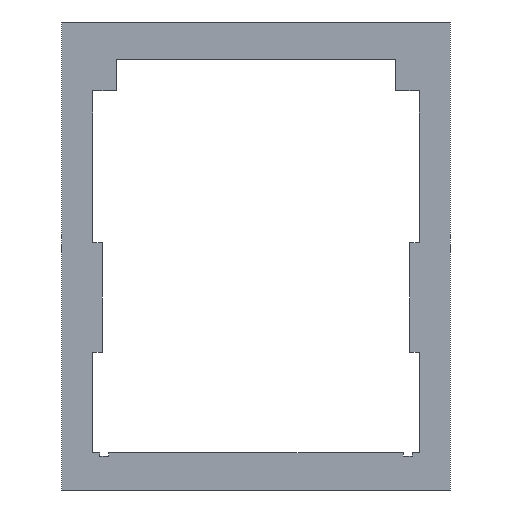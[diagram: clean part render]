
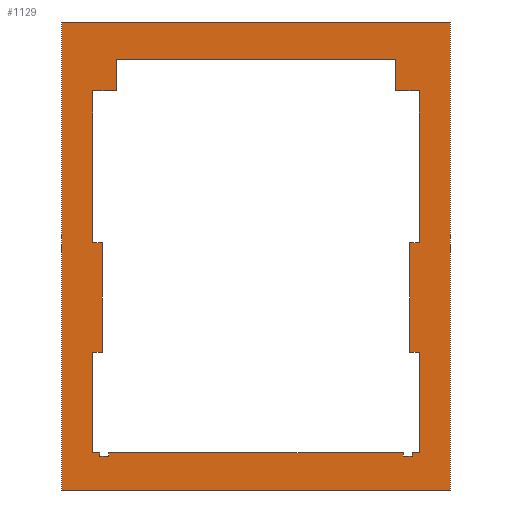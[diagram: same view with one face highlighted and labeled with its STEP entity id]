
A CAD part, left-side view. The second image highlights one B-rep face of the part: STEP entity #1129.
In plain terms, the highlighted planar face has unit normal (-1, 0, 0).
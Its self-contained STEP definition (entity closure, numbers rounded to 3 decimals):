
#227=DIRECTION('',(0.,1.,0.));
#228=VECTOR('',#227,13.5);
#229=CARTESIAN_POINT('',(-110.073,183.107,51.909));
#230=LINE('',#229,#228);
#255=DIRECTION('',(0.,0.,1.));
#256=VECTOR('',#255,17.75);
#257=CARTESIAN_POINT('',(-110.073,183.107,51.909));
#258=LINE('',#257,#256);
#262=DIRECTION('',(0.,0.997,0.083));
#263=VECTOR('',#262,3.01);
#264=CARTESIAN_POINT('',(-110.073,79.107,-153.091));
#265=LINE('',#264,#263);
#269=DIRECTION('',(0.,-1.,0.));
#270=VECTOR('',#269,220.);
#271=CARTESIAN_POINT('',(-110.073,214.107,-174.091));
#272=LINE('',#271,#270);
#276=DIRECTION('',(0.,0.,-1.));
#277=VECTOR('',#276,265.);
#278=CARTESIAN_POINT('',(-110.073,214.107,90.909));
#279=LINE('',#278,#277);
#283=DIRECTION('',(0.,1.,0.));
#284=VECTOR('',#283,220.);
#285=CARTESIAN_POINT('',(-110.073,-5.893,90.909));
#286=LINE('',#285,#284);
#290=DIRECTION('',(0.,0.,1.));
#291=VECTOR('',#290,265.);
#292=CARTESIAN_POINT('',(-110.073,-5.893,
-174.091));
#293=LINE('',#292,#291);
#311=DIRECTION('',(0.,1.,0.));
#312=VECTOR('',#311,158.);
#313=CARTESIAN_POINT('',(-110.073,25.107,69.659));
#314=LINE('',#313,#312);
#332=DIRECTION('',(0.,0.,1.));
#333=VECTOR('',#332,17.75);
#334=CARTESIAN_POINT('',(-110.073,25.107,51.909));
#335=LINE('',#334,#333);
#353=DIRECTION('',(0.,1.,0.));
#354=VECTOR('',#353,13.5);
#355=CARTESIAN_POINT('',(-110.073,11.607,51.909));
#356=LINE('',#355,#354);
#374=DIRECTION('',(0.,0.,1.));
#375=VECTOR('',#374,86.);
#376=CARTESIAN_POINT('',(-110.073,11.607,-34.091));
#377=LINE('',#376,#375);
#395=DIRECTION('',(0.,-1.,0.));
#396=VECTOR('',#395,5.5);
#397=CARTESIAN_POINT('',(-110.073,17.107,-34.091));
#398=LINE('',#397,#396);
#416=DIRECTION('',(0.,0.,1.));
#417=VECTOR('',#416,62.);
#418=CARTESIAN_POINT('',(-110.073,17.107,-96.091));
#419=LINE('',#418,#417);
#437=DIRECTION('',(0.,1.,0.));
#438=VECTOR('',#437,5.5);
#439=CARTESIAN_POINT('',(-110.073,11.607,-96.091));
#440=LINE('',#439,#438);
#458=DIRECTION('',(0.,0.,1.));
#459=VECTOR('',#458,56.75);
#460=CARTESIAN_POINT('',(-110.073,11.607,-152.841));
#461=LINE('',#460,#459);
#479=DIRECTION('',(0.,-1.,0.));
#480=VECTOR('',#479,4.);
#481=CARTESIAN_POINT('',(-110.073,15.607,-152.841));
#482=LINE('',#481,#480);
#500=DIRECTION('',(0.,0.,1.));
#501=VECTOR('',#500,2.);
#502=CARTESIAN_POINT('',(-110.073,15.607,-154.841));
#503=LINE('',#502,#501);
#521=DIRECTION('',(0.,-1.,0.));
#522=VECTOR('',#521,5.);
#523=CARTESIAN_POINT('',(-110.073,20.607,-154.841));
#524=LINE('',#523,#522);
#542=DIRECTION('',(0.,0.,-1.));
#543=VECTOR('',#542,1.75);
#544=CARTESIAN_POINT('',(-110.073,20.607,-153.091));
#545=LINE('',#544,#543);
#563=DIRECTION('',(0.,-1.,0.));
#564=VECTOR('',#563,58.5);
#565=CARTESIAN_POINT('',(-110.073,79.107,-153.091));
#566=LINE('',#565,#564);
#591=DIRECTION('',(0.,-1.,0.));
#592=VECTOR('',#591,105.5);
#593=CARTESIAN_POINT('',(-110.073,187.607,-152.841));
#594=LINE('',#593,#592);
#612=DIRECTION('',(0.,0.,1.));
#613=VECTOR('',#612,2.25);
#614=CARTESIAN_POINT('',(-110.073,187.607,-155.091));
#615=LINE('',#614,#613);
#633=DIRECTION('',(0.,-1.,0.));
#634=VECTOR('',#633,5.);
#635=CARTESIAN_POINT('',(-110.073,192.607,-155.091));
#636=LINE('',#635,#634);
#654=DIRECTION('',(0.,0.,-1.));
#655=VECTOR('',#654,2.);
#656=CARTESIAN_POINT('',(-110.073,192.607,-153.091));
#657=LINE('',#656,#655);
#675=DIRECTION('',(0.,-1.,0.));
#676=VECTOR('',#675,4.);
#677=CARTESIAN_POINT('',(-110.073,196.607,-153.091));
#678=LINE('',#677,#676);
#696=DIRECTION('',(0.,0.,-1.));
#697=VECTOR('',#696,57.);
#698=CARTESIAN_POINT('',(-110.073,196.607,-96.091));
#699=LINE('',#698,#697);
#717=DIRECTION('',(0.,1.,0.));
#718=VECTOR('',#717,5.5);
#719=CARTESIAN_POINT('',(-110.073,191.107,-96.091));
#720=LINE('',#719,#718);
#738=DIRECTION('',(0.,0.,-1.));
#739=VECTOR('',#738,62.);
#740=CARTESIAN_POINT('',(-110.073,191.107,-34.091));
#741=LINE('',#740,#739);
#759=DIRECTION('',(0.,-1.,0.));
#760=VECTOR('',#759,5.5);
#761=CARTESIAN_POINT('',(-110.073,196.607,-34.091));
#762=LINE('',#761,#760);
#780=DIRECTION('',(0.,0.,-1.));
#781=VECTOR('',#780,86.);
#782=CARTESIAN_POINT('',(-110.073,196.607,51.909));
#783=LINE('',#782,#781);
#843=CARTESIAN_POINT('',(-110.073,196.607,51.909));
#845=VERTEX_POINT('',#843);
#847=CARTESIAN_POINT('',(-110.073,196.607,-34.091));
#849=VERTEX_POINT('',#847);
#859=CARTESIAN_POINT('',(-110.073,214.107,-174.091));
#861=VERTEX_POINT('',#859);
#863=CARTESIAN_POINT('',(-110.073,183.107,69.659));
#864=VERTEX_POINT('',#863);
#865=CARTESIAN_POINT('',(-110.073,25.107,69.659));
#866=VERTEX_POINT('',#865);
#867=CARTESIAN_POINT('',(-110.073,183.107,51.909));
#868=VERTEX_POINT('',#867);
#915=CARTESIAN_POINT('',(-110.073,214.107,90.909));
#916=VERTEX_POINT('',#915);
#917=CARTESIAN_POINT('',(-110.073,-5.893,
-174.091));
#918=VERTEX_POINT('',#917);
#919=CARTESIAN_POINT('',(-110.073,-5.893,90.909));
#920=VERTEX_POINT('',#919);
#921=CARTESIAN_POINT('',(-110.073,25.107,51.909));
#922=VERTEX_POINT('',#921);
#923=CARTESIAN_POINT('',(-110.073,11.607,51.909));
#924=VERTEX_POINT('',#923);
#925=CARTESIAN_POINT('',(-110.073,11.607,-34.091));
#926=VERTEX_POINT('',#925);
#927=CARTESIAN_POINT('',(-110.073,17.107,-34.091));
#928=VERTEX_POINT('',#927);
#929=CARTESIAN_POINT('',(-110.073,17.107,-96.091));
#930=VERTEX_POINT('',#929);
#931=CARTESIAN_POINT('',(-110.073,11.607,-96.091));
#932=VERTEX_POINT('',#931);
#933=CARTESIAN_POINT('',(-110.073,11.607,-152.841));
#934=VERTEX_POINT('',#933);
#935=CARTESIAN_POINT('',(-110.073,15.607,-152.841));
#936=VERTEX_POINT('',#935);
#937=CARTESIAN_POINT('',(-110.073,15.607,-154.841));
#938=VERTEX_POINT('',#937);
#939=CARTESIAN_POINT('',(-110.073,20.607,-154.841));
#940=VERTEX_POINT('',#939);
#941=CARTESIAN_POINT('',(-110.073,20.607,-153.091));
#942=VERTEX_POINT('',#941);
#943=CARTESIAN_POINT('',(-110.073,79.107,-153.091));
#944=VERTEX_POINT('',#943);
#945=CARTESIAN_POINT('',(-110.073,82.107,-152.841));
#946=VERTEX_POINT('',#945);
#947=CARTESIAN_POINT('',(-110.073,187.607,-152.841));
#948=VERTEX_POINT('',#947);
#949=CARTESIAN_POINT('',(-110.073,187.607,-155.091));
#950=VERTEX_POINT('',#949);
#951=CARTESIAN_POINT('',(-110.073,192.607,-155.091));
#952=VERTEX_POINT('',#951);
#953=CARTESIAN_POINT('',(-110.073,192.607,-153.091));
#954=VERTEX_POINT('',#953);
#955=CARTESIAN_POINT('',(-110.073,196.607,-153.091));
#956=VERTEX_POINT('',#955);
#957=CARTESIAN_POINT('',(-110.073,196.607,-96.091));
#958=VERTEX_POINT('',#957);
#959=CARTESIAN_POINT('',(-110.073,191.107,-96.091));
#960=VERTEX_POINT('',#959);
#961=CARTESIAN_POINT('',(-110.073,191.107,-34.091));
#962=VERTEX_POINT('',#961);
#1062=CARTESIAN_POINT('',(-110.073,219.607,97.534));
#1063=DIRECTION('',(-1.,0.,0.));
#1064=DIRECTION('',(0.,0.,-1.));
#1065=AXIS2_PLACEMENT_3D('',#1062,#1063,#1064);
#1066=PLANE('',#1065);
#1068=ORIENTED_EDGE('',*,*,#1067,.F.);
#1070=ORIENTED_EDGE('',*,*,#1069,.F.);
#1072=ORIENTED_EDGE('',*,*,#1071,.F.);
#1074=ORIENTED_EDGE('',*,*,#1073,.F.);
#1075=EDGE_LOOP('',(#1068,#1070,#1072,#1074));
#1076=FACE_OUTER_BOUND('',#1075,.F.);
#1078=ORIENTED_EDGE('',*,*,#1077,.T.);
#1079=ORIENTED_EDGE('',*,*,#1055,.F.);
#1080=ORIENTED_EDGE('',*,*,#972,.T.);
#1082=ORIENTED_EDGE('',*,*,#1081,.T.);
#1084=ORIENTED_EDGE('',*,*,#1083,.T.);
#1086=ORIENTED_EDGE('',*,*,#1085,.T.);
#1088=ORIENTED_EDGE('',*,*,#1087,.T.);
#1090=ORIENTED_EDGE('',*,*,#1089,.T.);
#1092=ORIENTED_EDGE('',*,*,#1091,.T.);
#1094=ORIENTED_EDGE('',*,*,#1093,.T.);
#1096=ORIENTED_EDGE('',*,*,#1095,.T.);
#1098=ORIENTED_EDGE('',*,*,#1097,.T.);
#1100=ORIENTED_EDGE('',*,*,#1099,.T.);
#1102=ORIENTED_EDGE('',*,*,#1101,.F.);
#1104=ORIENTED_EDGE('',*,*,#1103,.T.);
#1106=ORIENTED_EDGE('',*,*,#1105,.T.);
#1108=ORIENTED_EDGE('',*,*,#1107,.T.);
#1110=ORIENTED_EDGE('',*,*,#1109,.T.);
#1112=ORIENTED_EDGE('',*,*,#1111,.T.);
#1114=ORIENTED_EDGE('',*,*,#1113,.T.);
#1116=ORIENTED_EDGE('',*,*,#1115,.T.);
#1118=ORIENTED_EDGE('',*,*,#1117,.T.);
#1120=ORIENTED_EDGE('',*,*,#1119,.T.);
#1122=ORIENTED_EDGE('',*,*,#1121,.T.);
#1124=ORIENTED_EDGE('',*,*,#1123,.T.);
#1126=ORIENTED_EDGE('',*,*,#1125,.T.);
#1127=EDGE_LOOP('',(#1078,#1079,#1080,#1082,#1084,#1086,#1088,#1090,#1092,#1094,
#1096,#1098,#1100,#1102,#1104,#1106,#1108,#1110,#1112,#1114,#1116,#1118,#1120,
#1122,#1124,#1126));
#1128=FACE_BOUND('',#1127,.F.);
#972=EDGE_CURVE('',#868,#845,#230,.T.);
#1055=EDGE_CURVE('',#868,#864,#258,.T.);
#1067=EDGE_CURVE('',#861,#918,#272,.T.);
#1069=EDGE_CURVE('',#916,#861,#279,.T.);
#1071=EDGE_CURVE('',#920,#916,#286,.T.);
#1073=EDGE_CURVE('',#918,#920,#293,.T.);
#1077=EDGE_CURVE('',#866,#864,#314,.T.);
#1081=EDGE_CURVE('',#845,#849,#783,.T.);
#1083=EDGE_CURVE('',#849,#962,#762,.T.);
#1085=EDGE_CURVE('',#962,#960,#741,.T.);
#1087=EDGE_CURVE('',#960,#958,#720,.T.);
#1089=EDGE_CURVE('',#958,#956,#699,.T.);
#1091=EDGE_CURVE('',#956,#954,#678,.T.);
#1093=EDGE_CURVE('',#954,#952,#657,.T.);
#1095=EDGE_CURVE('',#952,#950,#636,.T.);
#1097=EDGE_CURVE('',#950,#948,#615,.T.);
#1099=EDGE_CURVE('',#948,#946,#594,.T.);
#1101=EDGE_CURVE('',#944,#946,#265,.T.);
#1103=EDGE_CURVE('',#944,#942,#566,.T.);
#1105=EDGE_CURVE('',#942,#940,#545,.T.);
#1107=EDGE_CURVE('',#940,#938,#524,.T.);
#1109=EDGE_CURVE('',#938,#936,#503,.T.);
#1111=EDGE_CURVE('',#936,#934,#482,.T.);
#1113=EDGE_CURVE('',#934,#932,#461,.T.);
#1115=EDGE_CURVE('',#932,#930,#440,.T.);
#1117=EDGE_CURVE('',#930,#928,#419,.T.);
#1119=EDGE_CURVE('',#928,#926,#398,.T.);
#1121=EDGE_CURVE('',#926,#924,#377,.T.);
#1123=EDGE_CURVE('',#924,#922,#356,.T.);
#1125=EDGE_CURVE('',#922,#866,#335,.T.);
#1129=ADVANCED_FACE('',(#1076,#1128),#1066,.T.);
